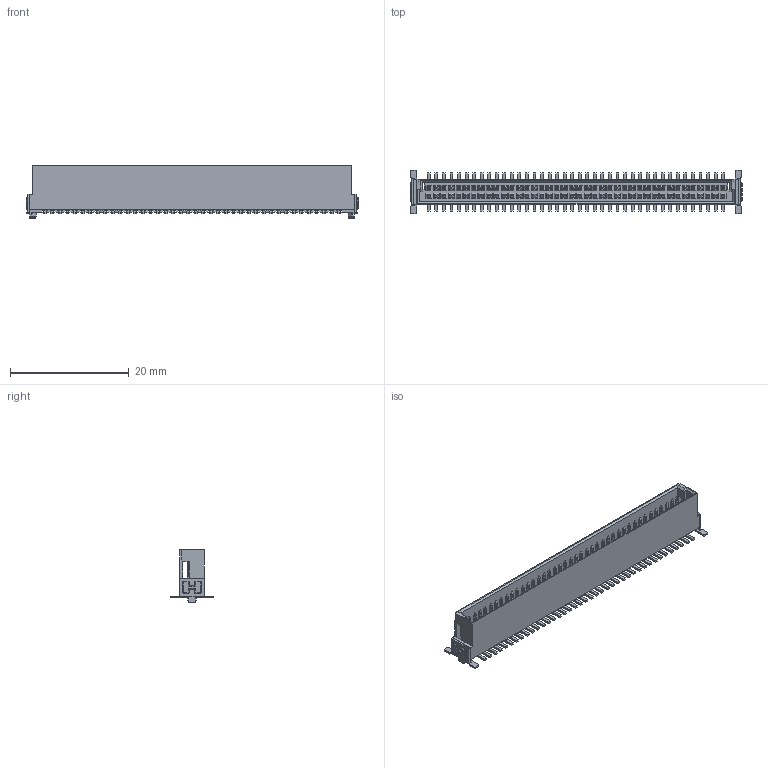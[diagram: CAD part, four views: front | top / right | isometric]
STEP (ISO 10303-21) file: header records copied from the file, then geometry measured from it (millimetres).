
FILE_DESCRIPTION(('CATIA V5 STEP Exchange','CAx-IF Rec.Pracs.--- Model Styling and Organization---1.4--- 2014-01-23'),'2;1');
FILE_NAME ('1254387-2_0_2747150000_2747150000.stp','2020-10-07T06:44:01+00:00',('none'),('Weidmueller'),'CATIA Version 5-6 Release 2016 SP3 HF44','CATIA V5 STEP AP214','none');
FILE_SCHEMA(('AUTOMOTIVE_DESIGN { 1 0 10303 214 1 1 1 1 }'));
Products named in the file (1): 2747150000
Bounding box: 55.88 x 7.4 x 8.88 mm (x, y, z)
Volume: 934.1 mm3; surface area: 2891.1 mm2
Topology: 5 solids, 5 shells, 4986 faces, 12936 edges, 8507 vertices
Faces by surface type: plane 3078, cylinder 1135, extrusion 320, bspline 244, torus 178, cone 23, sphere 8
Entity records: 176175 total; most frequent: CARTESIAN_POINT 65431, ORIENTED_EDGE 25864, DIRECTION 15923, EDGE_CURVE 12932, VECTOR 9277, LINE 8957, VERTEX_POINT 8507, EDGE_LOOP 5557
